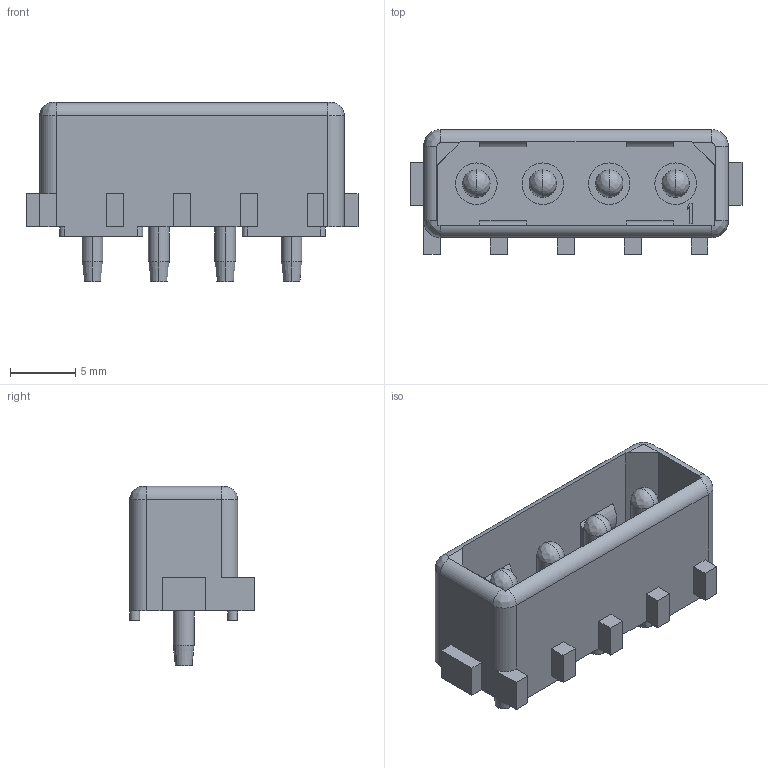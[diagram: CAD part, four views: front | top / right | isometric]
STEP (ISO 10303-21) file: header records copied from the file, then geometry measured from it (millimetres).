
FILE_DESCRIPTION((''),'2;1');
FILE_NAME('C-350211-1','2016-03-21T',('workeradm'),('Tyco Electronics Ltd.'),'CREO PARAMETRIC BY PTC INC, 2015200','CREO PARAMETRIC BY PTC INC, 2015200','');
FILE_SCHEMA(('AUTOMOTIVE_DESIGN { 1 0 10303 214 1 1 1 1 }'));
Length unit declared in the file: millimetre
Products named in the file (1): C-350211-1
Bounding box: 25.4 x 9.53 x 13.72 mm (x, y, z)
Volume: 958.4 mm3; surface area: 1730.1 mm2
Topology: 1 solids, 1 shells, 138 faces, 341 edges, 215 vertices
Faces by surface type: plane 74, cylinder 44, bspline 12, cone 8
Entity records: 4295 total; most frequent: CARTESIAN_POINT 982, DIRECTION 687, ORIENTED_EDGE 666, EDGE_CURVE 333, AXIS2_PLACEMENT_3D 234, VECTOR 219, LINE 219, VERTEX_POINT 215
